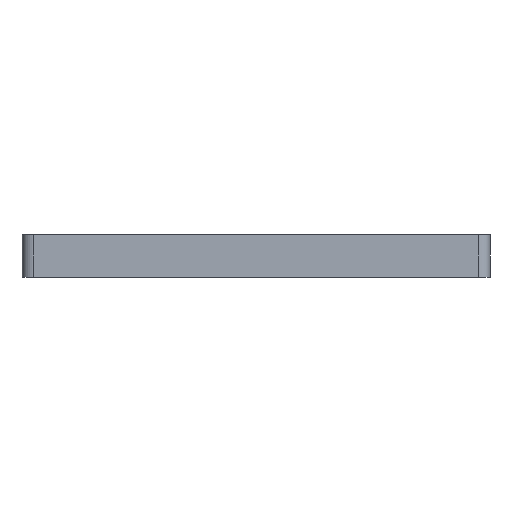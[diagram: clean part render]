
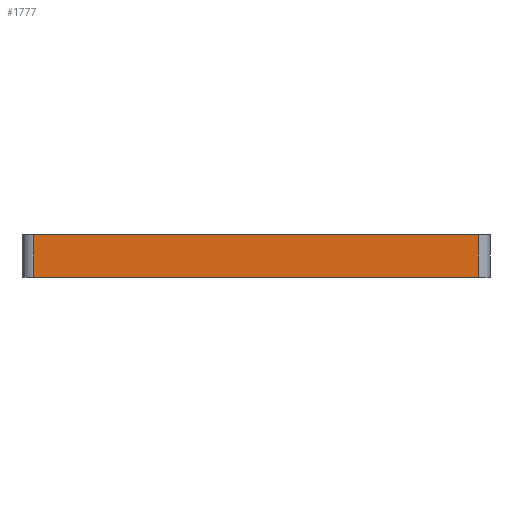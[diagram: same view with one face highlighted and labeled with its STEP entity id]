
A CAD part, front view. The second image highlights one B-rep face of the part: STEP entity #1777.
In plain terms, the highlighted planar face has unit normal (0, -1, 0).
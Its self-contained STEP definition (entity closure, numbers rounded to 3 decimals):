
#110=PLANE('',#1941);
#177=FACE_OUTER_BOUND('',#300,.T.);
#300=EDGE_LOOP('',(#1417,#1418,#1419,#1420));
#478=LINE('',#2781,#630);
#504=LINE('',#2886,#656);
#506=LINE('',#2892,#658);
#507=LINE('',#2893,#659);
#630=VECTOR('',#2230,10.);
#656=VECTOR('',#2328,10.);
#658=VECTOR('',#2334,10.);
#659=VECTOR('',#2335,10.);
#856=VERTEX_POINT('',#2778);
#857=VERTEX_POINT('',#2780);
#900=VERTEX_POINT('',#2885);
#902=VERTEX_POINT('',#2891);
#1049=EDGE_CURVE('',#856,#857,#478,.T.);
#1102=EDGE_CURVE('',#857,#900,#504,.T.);
#1105=EDGE_CURVE('',#902,#856,#506,.T.);
#1106=EDGE_CURVE('',#900,#902,#507,.T.);
#1417=ORIENTED_EDGE('',*,*,#1102,.F.);
#1418=ORIENTED_EDGE('',*,*,#1049,.F.);
#1419=ORIENTED_EDGE('',*,*,#1105,.F.);
#1420=ORIENTED_EDGE('',*,*,#1106,.F.);
#1777=ADVANCED_FACE('',(#177),#110,.F.);
#1941=AXIS2_PLACEMENT_3D('',#2890,#2332,#2333);
#2230=DIRECTION('',(-1.,0.,0.));
#2328=DIRECTION('',(0.,0.,1.));
#2332=DIRECTION('center_axis',(0.,1.,0.));
#2333=DIRECTION('ref_axis',(0.,0.,1.));
#2334=DIRECTION('',(0.,0.,-1.));
#2335=DIRECTION('',(1.,0.,0.));
#2778=CARTESIAN_POINT('',(95.,-100.,-166.));
#2780=CARTESIAN_POINT('',(-95.,-100.,-166.));
#2781=CARTESIAN_POINT('',(-99.5,-100.,-166.));
#2885=CARTESIAN_POINT('',(-95.,-100.,-148.));
#2886=CARTESIAN_POINT('',(-95.,-100.,-148.));
#2890=CARTESIAN_POINT('Origin',(103.,-100.,-148.));
#2891=CARTESIAN_POINT('',(95.,-100.,-148.));
#2892=CARTESIAN_POINT('',(95.,-100.,-148.));
#2893=CARTESIAN_POINT('',(99.5,-100.,-148.));
